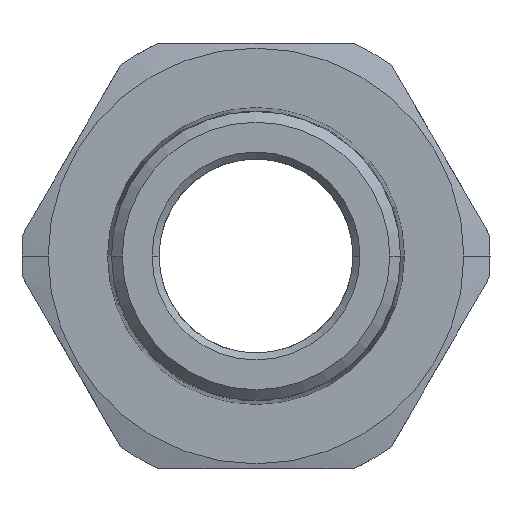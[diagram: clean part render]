
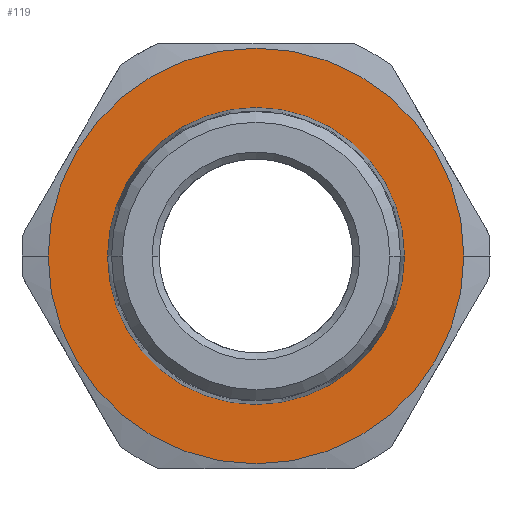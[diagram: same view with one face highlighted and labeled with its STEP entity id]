
A CAD part, left-side view. The second image highlights one B-rep face of the part: STEP entity #119.
In plain terms, the highlighted planar face has unit normal (-1, 0, 0).
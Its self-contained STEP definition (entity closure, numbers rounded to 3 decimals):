
#119 = ADVANCED_FACE ( 'NONE', ( #1268, #1735 ), #1195, .F. ) ;
#170 = DIRECTION ( 'NONE',  ( 0., -1., 0. ) ) ;
#187 = DIRECTION ( 'NONE',  ( 0., -1., 0. ) ) ;
#226 = VERTEX_POINT ( 'NONE', #1815 ) ;
#240 = DIRECTION ( 'NONE',  ( 0., -1., 0. ) ) ;
#360 = CARTESIAN_POINT ( 'NONE',  ( -1.825, 0., 0. ) ) ;
#467 = EDGE_CURVE ( 'NONE', #1212, #1311, #1412, .T. ) ;
#468 = ORIENTED_EDGE ( 'NONE', *, *, #2130, .F. ) ;
#530 = VERTEX_POINT ( 'NONE', #1348 ) ;
#596 = CARTESIAN_POINT ( 'NONE',  ( -1.825, 0., 0. ) ) ;
#694 = ORIENTED_EDGE ( 'NONE', *, *, #467, .F. ) ;
#744 = CARTESIAN_POINT ( 'NONE',  ( -1.825, -14.9, 0. ) ) ;
#871 = AXIS2_PLACEMENT_3D ( 'NONE', #1015, #1400, #240 ) ;
#902 = CARTESIAN_POINT ( 'NONE',  ( -1.825, 0., 0. ) ) ;
#991 = AXIS2_PLACEMENT_3D ( 'NONE', #2041, #1851, #1491 ) ;
#1015 = CARTESIAN_POINT ( 'NONE',  ( -1.825, 0., 16.775 ) ) ;
#1152 = CIRCLE ( 'NONE', #1670, 10.645 ) ;
#1184 = CIRCLE ( 'NONE', #2039, 10.645 ) ;
#1195 = PLANE ( 'NONE',  #871 ) ;
#1212 = VERTEX_POINT ( 'NONE', #744 ) ;
#1268 = FACE_BOUND ( 'NONE', #1496, .T. ) ;
#1311 = VERTEX_POINT ( 'NONE', #1987 ) ;
#1318 = DIRECTION ( 'NONE',  ( 1., 0., 0. ) ) ;
#1348 = CARTESIAN_POINT ( 'NONE',  ( -1.825, 10.645, 0. ) ) ;
#1400 = DIRECTION ( 'NONE',  ( 1., 0., 0. ) ) ;
#1412 = CIRCLE ( 'NONE', #1608, 14.9 ) ;
#1491 = DIRECTION ( 'NONE',  ( 0., -1., 0. ) ) ;
#1496 = EDGE_LOOP ( 'NONE', ( #2227, #1894 ) ) ;
#1608 = AXIS2_PLACEMENT_3D ( 'NONE', #596, #1953, #187 ) ;
#1670 = AXIS2_PLACEMENT_3D ( 'NONE', #902, #2259, #2274 ) ;
#1735 = FACE_OUTER_BOUND ( 'NONE', #2080, .T. ) ;
#1815 = CARTESIAN_POINT ( 'NONE',  ( -1.825, -10.645, 0. ) ) ;
#1851 = DIRECTION ( 'NONE',  ( 1., 0., 0. ) ) ;
#1894 = ORIENTED_EDGE ( 'NONE', *, *, #2445, .T. ) ;
#1953 = DIRECTION ( 'NONE',  ( 1., 0., 0. ) ) ;
#1987 = CARTESIAN_POINT ( 'NONE',  ( -1.825, 14.9, 0. ) ) ;
#2039 = AXIS2_PLACEMENT_3D ( 'NONE', #360, #1318, #170 ) ;
#2041 = CARTESIAN_POINT ( 'NONE',  ( -1.825, 0., 0. ) ) ;
#2080 = EDGE_LOOP ( 'NONE', ( #694, #468 ) ) ;
#2082 = CIRCLE ( 'NONE', #991, 14.9 ) ;
#2130 = EDGE_CURVE ( 'NONE', #1311, #1212, #2082, .T. ) ;
#2227 = ORIENTED_EDGE ( 'NONE', *, *, #2348, .T. ) ;
#2259 = DIRECTION ( 'NONE',  ( 1., 0., 0. ) ) ;
#2274 = DIRECTION ( 'NONE',  ( 0., -1., 0. ) ) ;
#2348 = EDGE_CURVE ( 'NONE', #226, #530, #1152, .T. ) ;
#2445 = EDGE_CURVE ( 'NONE', #530, #226, #1184, .T. ) ;
